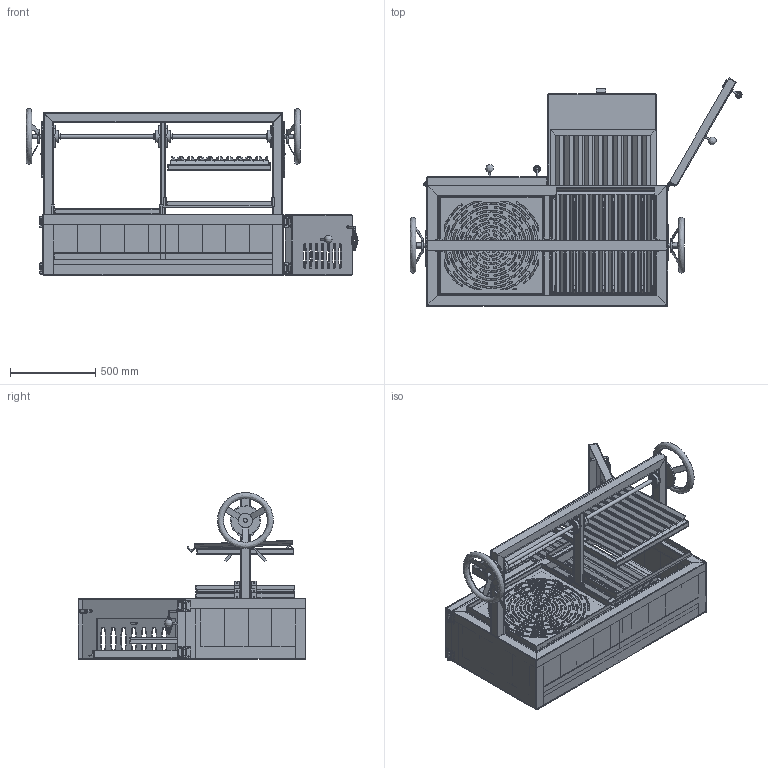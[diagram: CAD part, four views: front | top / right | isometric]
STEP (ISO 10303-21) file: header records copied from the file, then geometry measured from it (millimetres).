
FILE_DESCRIPTION(('FreeCAD Model'),'2;1');
FILE_NAME('Open CASCADE Shape Model','2025-05-04T03:04:08',('FreeCAD'),( 'FreeCAD'),'Open CASCADE STEP processor 7.6','FreeCAD','Unknown');
FILE_SCHEMA(('AUTOMOTIVE_DESIGN { 1 0 10303 214 1 1 1 1 }'));
Products named in the file (1): Open CASCADE STEP translator 7.6 1
Bounding box: 1951.04 x 1339.74 x 980.67 mm (x, y, z)
Volume: 60029058 mm3; surface area: 20715716.1 mm2
Topology: 305 solids, 305 shells, 3931 faces, 9583 edges, 6159 vertices
Faces by surface type: bspline 3931
Entity records: 139486 total; most frequent: CARTESIAN_POINT 82190, ORIENTED_EDGE 18970, EDGE_CURVE 9485, B_SPLINE_CURVE_WITH_KNOTS 6839, VERTEX_POINT 6127, FACE_BOUND 4442, EDGE_LOOP 4410, ADVANCED_FACE 3931
